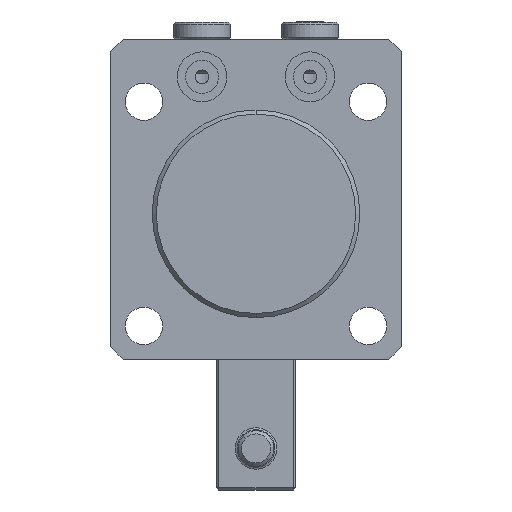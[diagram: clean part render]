
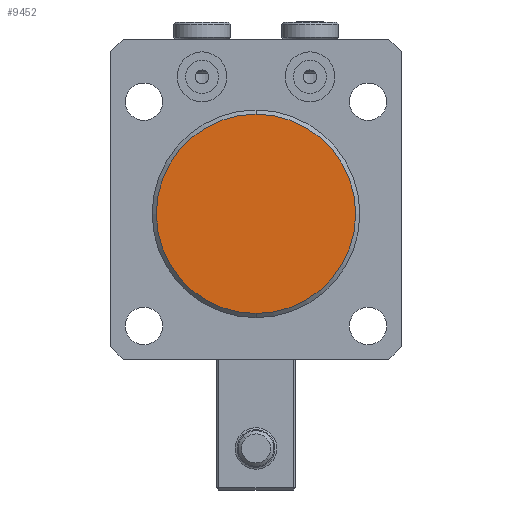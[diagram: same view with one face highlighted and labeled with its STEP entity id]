
A CAD part, front view. The second image highlights one B-rep face of the part: STEP entity #9452.
In plain terms, the highlighted planar face has unit normal (0, -1, 0).
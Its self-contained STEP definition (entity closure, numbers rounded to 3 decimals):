
#689 = PLANE ( 'NONE',  #1695 ) ;
#964 = ORIENTED_EDGE ( 'NONE', *, *, #6690, .T. ) ;
#1695 = AXIS2_PLACEMENT_3D ( 'NONE', #14916, #2119, #12108 ) ;
#2119 = DIRECTION ( 'NONE',  ( 0., -1., 0. ) ) ;
#4575 = EDGE_LOOP ( 'NONE', ( #13820, #964 ) ) ;
#4963 = DIRECTION ( 'NONE',  ( 0., -1., 0. ) ) ;
#4982 = AXIS2_PLACEMENT_3D ( 'NONE', #8534, #4963, #9951 ) ;
#6690 = EDGE_CURVE ( 'NONE', #8378, #11295, #11087, .T. ) ;
#7837 = CARTESIAN_POINT ( 'NONE',  ( 825.627, 180.289, -24. ) ) ;
#8210 = DIRECTION ( 'NONE',  ( 0., -1., 0. ) ) ;
#8378 = VERTEX_POINT ( 'NONE', #11872 ) ;
#8534 = CARTESIAN_POINT ( 'NONE',  ( 825.627, 180.289, 0. ) ) ;
#9452 = ADVANCED_FACE ( 'NONE', ( #15676 ), #689, .T. ) ;
#9951 = DIRECTION ( 'NONE',  ( 0., 0., -1. ) ) ;
#11087 = CIRCLE ( 'NONE', #4982, 24. ) ;
#11295 = VERTEX_POINT ( 'NONE', #7837 ) ;
#11872 = CARTESIAN_POINT ( 'NONE',  ( 825.627, 180.289, 24. ) ) ;
#12108 = DIRECTION ( 'NONE',  ( 0., 0., -1. ) ) ;
#12528 = CIRCLE ( 'NONE', #17211, 24. ) ;
#13820 = ORIENTED_EDGE ( 'NONE', *, *, #17848, .T. ) ;
#14916 = CARTESIAN_POINT ( 'NONE',  ( 825.627, 180.289, 0. ) ) ;
#15676 = FACE_OUTER_BOUND ( 'NONE', #4575, .T. ) ;
#16772 = CARTESIAN_POINT ( 'NONE',  ( 825.627, 180.289, 0. ) ) ;
#17211 = AXIS2_PLACEMENT_3D ( 'NONE', #16772, #8210, #18183 ) ;
#17848 = EDGE_CURVE ( 'NONE', #11295, #8378, #12528, .T. ) ;
#18183 = DIRECTION ( 'NONE',  ( 0., 0., -1. ) ) ;
